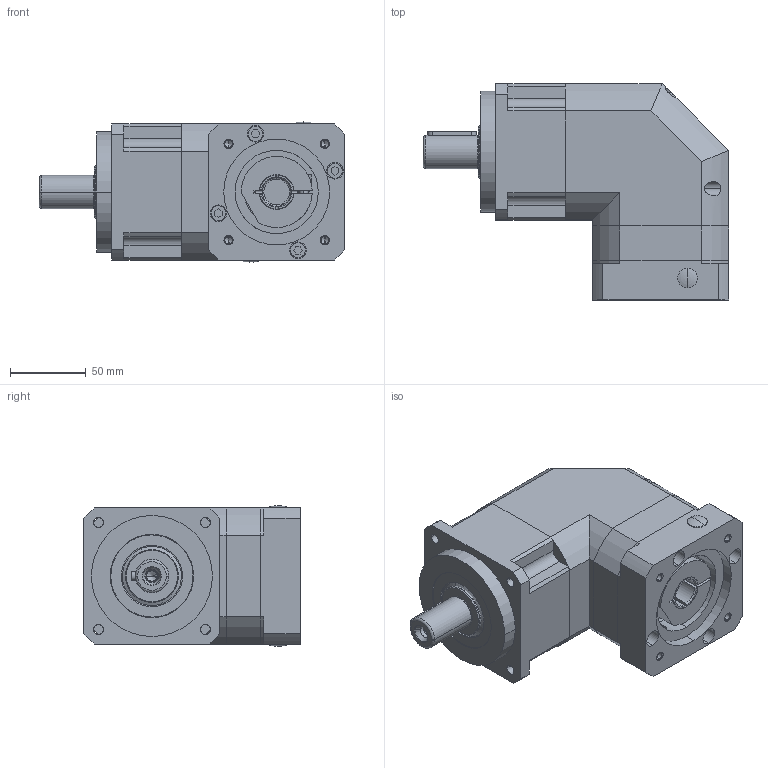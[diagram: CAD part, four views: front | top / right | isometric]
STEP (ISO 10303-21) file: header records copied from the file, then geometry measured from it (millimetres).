
FILE_DESCRIPTION (( 'STEP AP203' ), '1' );
FILE_NAME ('PHFZ090-L1-19-70-90-M6.STEP', '2020-06-27T06:24:05', ( 'ylmfeng' ), ( 'ylmfeng.com' ), 'SwSTEP 2.0', 'SolidWorks 2014', '' );
FILE_SCHEMA (( 'CONFIG_CONTROL_DESIGN' ));
Length unit declared in the file: millimetre
Products named in the file (1): PHFZ090-L1-19-70-90-M6
Bounding box: 202 x 143 x 93 mm (x, y, z)
Volume: 1436361.3 mm3; surface area: 184282.9 mm2
Topology: 28 solids, 29 shells, 680 faces, 1607 edges, 1018 vertices
Faces by surface type: plane 310, cylinder 212, cone 74, torus 56, bspline 28
Entity records: 20824 total; most frequent: CARTESIAN_POINT 4950, DIRECTION 3396, ORIENTED_EDGE 3186, EDGE_CURVE 1593, AXIS2_PLACEMENT_3D 1285, VERTEX_POINT 1018, VECTOR 826, LINE 826
